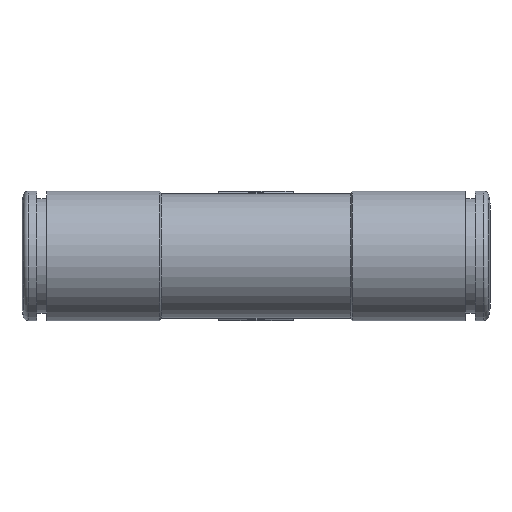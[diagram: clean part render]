
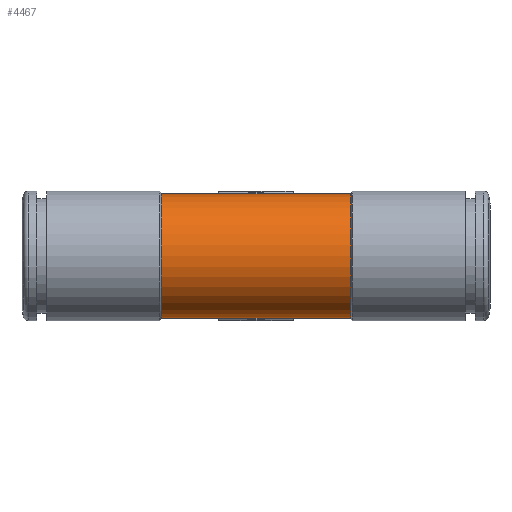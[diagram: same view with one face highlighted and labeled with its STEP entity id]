
A CAD part, top view. The second image highlights one B-rep face of the part: STEP entity #4467.
In plain terms, the highlighted cylindrical face has radius 6.25 mm (diameter 12.5 mm), a full revolution.
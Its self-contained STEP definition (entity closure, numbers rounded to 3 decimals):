
#11=ELLIPSE('',#4352,8.839,6.25);
#12=ELLIPSE('',#4353,8.839,6.25);
#963=ORIENTED_EDGE('',*,*,#1281,.F.);
#964=ORIENTED_EDGE('',*,*,#1282,.T.);
#965=ORIENTED_EDGE('',*,*,#1283,.F.);
#966=ORIENTED_EDGE('',*,*,#1284,.F.);
#1075=CIRCLE('',#4349,6.25);
#1076=CIRCLE('',#4351,6.25);
#1170=VERTEX_POINT('',#3516);
#1171=VERTEX_POINT('',#3519);
#1172=VERTEX_POINT('',#3521);
#1173=VERTEX_POINT('',#3522);
#1281=EDGE_CURVE('',#1170,#1170,#1075,.T.);
#1282=EDGE_CURVE('',#1171,#1171,#1076,.T.);
#1283=EDGE_CURVE('',#1172,#1173,#11,.T.);
#1284=EDGE_CURVE('',#1173,#1172,#12,.T.);
#1430=EDGE_LOOP('',(#963));
#1431=EDGE_LOOP('',(#964));
#1432=EDGE_LOOP('',(#965,#966));
#1594=FACE_BOUND('',#1430,.T.);
#1595=FACE_BOUND('',#1431,.T.);
#1596=FACE_BOUND('',#1432,.T.);
#1654=CYLINDRICAL_SURFACE('',#4350,6.25);
#2581=DIRECTION('',(1.,0.,0.));
#2582=DIRECTION('',(0.,6.25,0.));
#2583=DIRECTION('',(-1.,0.,0.));
#2584=DIRECTION('',(0.,1.,0.));
#2585=DIRECTION('',(1.,0.,0.));
#2586=DIRECTION('',(0.,6.25,0.));
#2587=DIRECTION('',(-0.707,-0.707,0.));
#2588=DIRECTION('',(0.707,-0.707,0.));
#2589=DIRECTION('',(0.707,-0.707,0.));
#2590=DIRECTION('',(-0.707,-0.707,0.));
#3516=CARTESIAN_POINT('',(41.145,27.855,0.));
#3517=CARTESIAN_POINT('',(41.145,21.605,0.));
#3518=CARTESIAN_POINT('',(41.145,21.605,0.));
#3519=CARTESIAN_POINT('',(22.145,27.855,0.));
#3520=CARTESIAN_POINT('',(22.145,21.605,0.));
#3521=CARTESIAN_POINT('',(31.645,21.605,-6.25));
#3522=CARTESIAN_POINT('',(31.645,21.605,6.25));
#3523=CARTESIAN_POINT('',(31.645,21.605,0.));
#3524=CARTESIAN_POINT('',(31.645,21.605,0.));
#4349=AXIS2_PLACEMENT_3D('',#3517,#2581,#2582);
#4350=AXIS2_PLACEMENT_3D('',#3518,#2583,#2584);
#4351=AXIS2_PLACEMENT_3D('',#3520,#2585,#2586);
#4352=AXIS2_PLACEMENT_3D('',#3523,#2587,#2588);
#4353=AXIS2_PLACEMENT_3D('',#3524,#2589,#2590);
#4467=ADVANCED_FACE('',(#1594,#1595,#1596),#1654,.T.);
